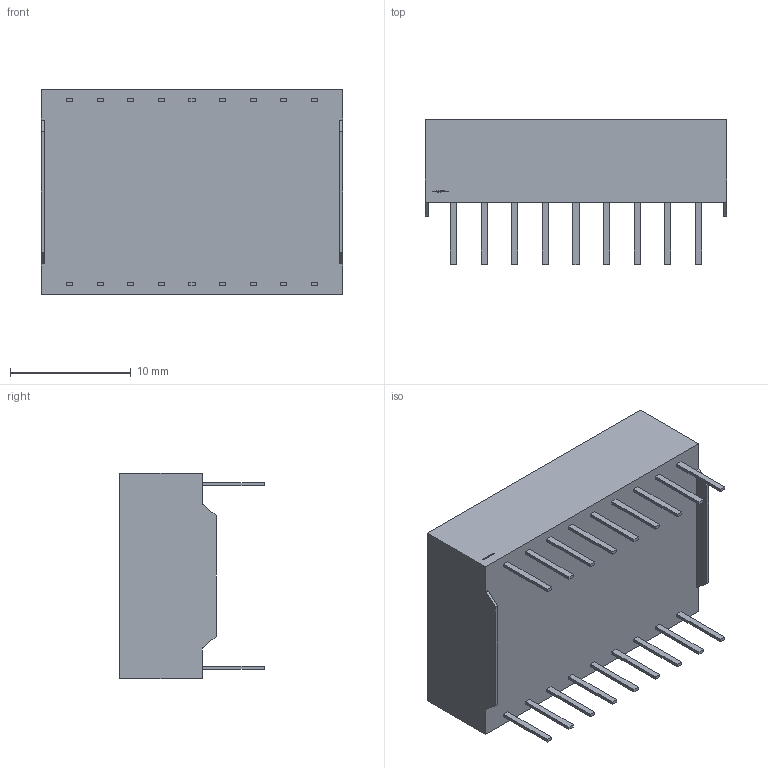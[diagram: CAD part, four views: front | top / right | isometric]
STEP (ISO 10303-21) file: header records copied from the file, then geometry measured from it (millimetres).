
FILE_DESCRIPTION (( 'STEP AP214' ), '1' );
FILE_NAME ('end-el-san Co Ltd-King Bright DX56-51.STEP', '2014-08-15T12:28:48', ( 'Windows User' ), ( '' ), 'SwSTEP 2.0', 'SolidWorks 2014', '' );
FILE_SCHEMA (( 'AUTOMOTIVE_DESIGN' ));
Length unit declared in the file: millimetre
Products named in the file (1): end-el-san Co Ltd-King Bright DX56-51
Bounding box: 25 x 12 x 17.02 mm (x, y, z)
Volume: 2930.6 mm3; surface area: 1627.4 mm2
Topology: 1 solids, 1 shells, 491 faces, 1281 edges, 854 vertices
Faces by surface type: plane 371, bspline 116, cylinder 4
Entity records: 25754 total; most frequent: CARTESIAN_POINT 9015, ORIENTED_EDGE 2562, DIRECTION 1809, EDGE_CURVE 1281, LINE 1041, VECTOR 1041, VERTEX_POINT 854, EDGE_LOOP 553
